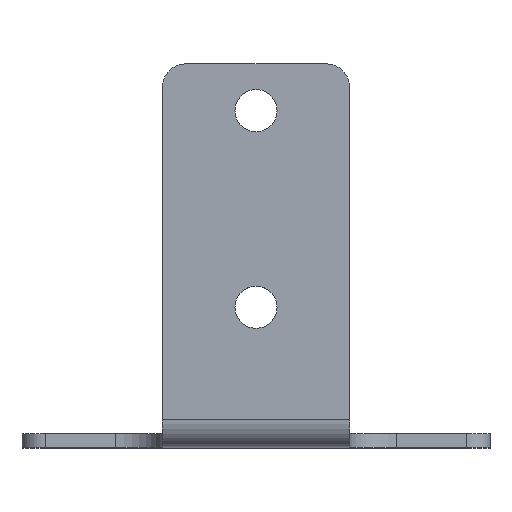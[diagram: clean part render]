
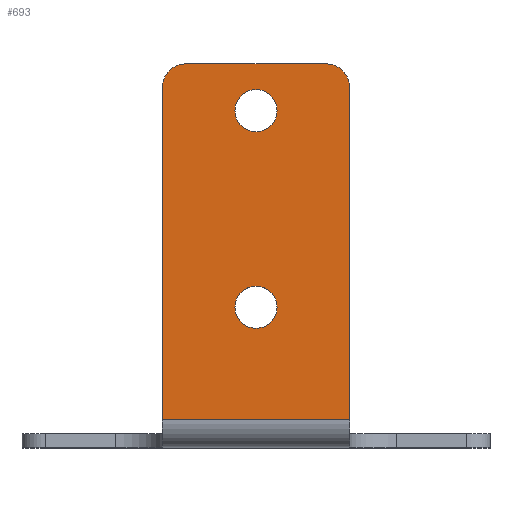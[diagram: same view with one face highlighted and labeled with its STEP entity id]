
A CAD part, top view. The second image highlights one B-rep face of the part: STEP entity #693.
In plain terms, the highlighted planar face has unit normal (0, 0, 1).
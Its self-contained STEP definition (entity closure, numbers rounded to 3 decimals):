
#2 = ORIENTED_EDGE ( 'NONE', *, *, #611, .F. ) ;
#8 = VERTEX_POINT ( 'NONE', #40 ) ;
#13 = CARTESIAN_POINT ( 'NONE',  ( 15., 82., 0. ) ) ;
#26 = CARTESIAN_POINT ( 'NONE',  ( 20., 6., 0. ) ) ;
#40 = CARTESIAN_POINT ( 'NONE',  ( 20., 77., 0. ) ) ;
#44 = FACE_BOUND ( 'NONE', #825, .T. ) ;
#51 = DIRECTION ( 'NONE',  ( 0., 0., 1. ) ) ;
#73 = DIRECTION ( 'NONE',  ( 0., 0., 1. ) ) ;
#96 = CARTESIAN_POINT ( 'NONE',  ( -20., 0., 0. ) ) ;
#109 = DIRECTION ( 'NONE',  ( 0., 0., 1. ) ) ;
#135 = LINE ( 'NONE', #1220, #788 ) ;
#143 = DIRECTION ( 'NONE',  ( 1., 0., 0. ) ) ;
#146 = AXIS2_PLACEMENT_3D ( 'NONE', #732, #1003, #524 ) ;
#158 = CARTESIAN_POINT ( 'NONE',  ( 0., 30., 0. ) ) ;
#164 = CARTESIAN_POINT ( 'NONE',  ( 20., 82., 0. ) ) ;
#179 = DIRECTION ( 'NONE',  ( 0., 1., 0. ) ) ;
#222 = EDGE_CURVE ( 'NONE', #750, #722, #597, .T. ) ;
#264 = CARTESIAN_POINT ( 'NONE',  ( -15., 77., 0. ) ) ;
#271 = AXIS2_PLACEMENT_3D ( 'NONE', #286, #109, #374 ) ;
#286 = CARTESIAN_POINT ( 'NONE',  ( 0., 72., 0. ) ) ;
#287 = CIRCLE ( 'NONE', #601, 4.5 ) ;
#307 = VECTOR ( 'NONE', #544, 1000. ) ;
#319 = EDGE_CURVE ( 'NONE', #1101, #1216, #1012, .T. ) ;
#325 = AXIS2_PLACEMENT_3D ( 'NONE', #264, #714, #340 ) ;
#340 = DIRECTION ( 'NONE',  ( 1., 0., 0. ) ) ;
#353 = FACE_OUTER_BOUND ( 'NONE', #687, .T. ) ;
#368 = AXIS2_PLACEMENT_3D ( 'NONE', #1011, #51, #1023 ) ;
#374 = DIRECTION ( 'NONE',  ( 1., 0., 0. ) ) ;
#384 = EDGE_CURVE ( 'NONE', #722, #8, #135, .T. ) ;
#404 = ORIENTED_EDGE ( 'NONE', *, *, #319, .F. ) ;
#421 = EDGE_CURVE ( 'NONE', #8, #840, #1007, .T. ) ;
#426 = PLANE ( 'NONE',  #146 ) ;
#458 = DIRECTION ( 'NONE',  ( 1., 0., 0. ) ) ;
#462 = CARTESIAN_POINT ( 'NONE',  ( -4.5, 72., 0. ) ) ;
#486 = CARTESIAN_POINT ( 'NONE',  ( -20., 77., 0. ) ) ;
#489 = CARTESIAN_POINT ( 'NONE',  ( 0., 72., 0. ) ) ;
#499 = VERTEX_POINT ( 'NONE', #462 ) ;
#524 = DIRECTION ( 'NONE',  ( 1., 0., 0. ) ) ;
#531 = CARTESIAN_POINT ( 'NONE',  ( 15., 77., 0. ) ) ;
#532 = CARTESIAN_POINT ( 'NONE',  ( 20., 6., 0. ) ) ;
#544 = DIRECTION ( 'NONE',  ( -1., 0., 0. ) ) ;
#563 = LINE ( 'NONE', #96, #947 ) ;
#597 = LINE ( 'NONE', #26, #1210 ) ;
#601 = AXIS2_PLACEMENT_3D ( 'NONE', #489, #995, #458 ) ;
#611 = EDGE_CURVE ( 'NONE', #1107, #499, #287, .T. ) ;
#635 = DIRECTION ( 'NONE',  ( 1., 0., 0. ) ) ;
#640 = CARTESIAN_POINT ( 'NONE',  ( 4.5, 72., 0. ) ) ;
#669 = CARTESIAN_POINT ( 'NONE',  ( 4.5, 30., 0. ) ) ;
#673 = EDGE_CURVE ( 'NONE', #1216, #1101, #1152, .T. ) ;
#687 = EDGE_LOOP ( 'NONE', ( #1085, #1188, #1030, #755, #790, #1137 ) ) ;
#693 = ADVANCED_FACE ( 'NONE', ( #918, #44, #353 ), #426, .T. ) ;
#708 = DIRECTION ( 'NONE',  ( 0., 1., 0. ) ) ;
#711 = EDGE_CURVE ( 'NONE', #840, #1206, #1201, .T. ) ;
#714 = DIRECTION ( 'NONE',  ( 0., 0., 1. ) ) ;
#722 = VERTEX_POINT ( 'NONE', #532 ) ;
#732 = CARTESIAN_POINT ( 'NONE',  ( 20., 0., 0. ) ) ;
#735 = CARTESIAN_POINT ( 'NONE',  ( -4.5, 30., 0. ) ) ;
#750 = VERTEX_POINT ( 'NONE', #956 ) ;
#755 = ORIENTED_EDGE ( 'NONE', *, *, #421, .T. ) ;
#763 = CIRCLE ( 'NONE', #271, 4.5 ) ;
#768 = EDGE_CURVE ( 'NONE', #499, #1107, #763, .T. ) ;
#788 = VECTOR ( 'NONE', #708, 1000. ) ;
#790 = ORIENTED_EDGE ( 'NONE', *, *, #711, .T. ) ;
#807 = EDGE_LOOP ( 'NONE', ( #2, #902 ) ) ;
#825 = EDGE_LOOP ( 'NONE', ( #999, #404 ) ) ;
#829 = VERTEX_POINT ( 'NONE', #486 ) ;
#840 = VERTEX_POINT ( 'NONE', #13 ) ;
#862 = CIRCLE ( 'NONE', #325, 5. ) ;
#902 = ORIENTED_EDGE ( 'NONE', *, *, #768, .F. ) ;
#918 = FACE_BOUND ( 'NONE', #807, .T. ) ;
#923 = AXIS2_PLACEMENT_3D ( 'NONE', #531, #73, #635 ) ;
#947 = VECTOR ( 'NONE', #179, 1000. ) ;
#956 = CARTESIAN_POINT ( 'NONE',  ( -20., 6., 0. ) ) ;
#980 = DIRECTION ( 'NONE',  ( 1., 0., 0. ) ) ;
#995 = DIRECTION ( 'NONE',  ( 0., 0., 1. ) ) ;
#999 = ORIENTED_EDGE ( 'NONE', *, *, #673, .F. ) ;
#1003 = DIRECTION ( 'NONE',  ( 0., 0., 1. ) ) ;
#1007 = CIRCLE ( 'NONE', #923, 5. ) ;
#1008 = AXIS2_PLACEMENT_3D ( 'NONE', #158, #1215, #143 ) ;
#1011 = CARTESIAN_POINT ( 'NONE',  ( 0., 30., 0. ) ) ;
#1012 = CIRCLE ( 'NONE', #368, 4.5 ) ;
#1023 = DIRECTION ( 'NONE',  ( 1., 0., 0. ) ) ;
#1030 = ORIENTED_EDGE ( 'NONE', *, *, #384, .T. ) ;
#1043 = CARTESIAN_POINT ( 'NONE',  ( -15., 82., 0. ) ) ;
#1062 = EDGE_CURVE ( 'NONE', #1206, #829, #862, .T. ) ;
#1085 = ORIENTED_EDGE ( 'NONE', *, *, #1203, .F. ) ;
#1101 = VERTEX_POINT ( 'NONE', #735 ) ;
#1107 = VERTEX_POINT ( 'NONE', #640 ) ;
#1137 = ORIENTED_EDGE ( 'NONE', *, *, #1062, .T. ) ;
#1152 = CIRCLE ( 'NONE', #1008, 4.5 ) ;
#1188 = ORIENTED_EDGE ( 'NONE', *, *, #222, .T. ) ;
#1201 = LINE ( 'NONE', #164, #307 ) ;
#1203 = EDGE_CURVE ( 'NONE', #750, #829, #563, .T. ) ;
#1206 = VERTEX_POINT ( 'NONE', #1043 ) ;
#1210 = VECTOR ( 'NONE', #980, 1000. ) ;
#1215 = DIRECTION ( 'NONE',  ( 0., 0., 1. ) ) ;
#1216 = VERTEX_POINT ( 'NONE', #669 ) ;
#1220 = CARTESIAN_POINT ( 'NONE',  ( 20., 0., 0. ) ) ;
